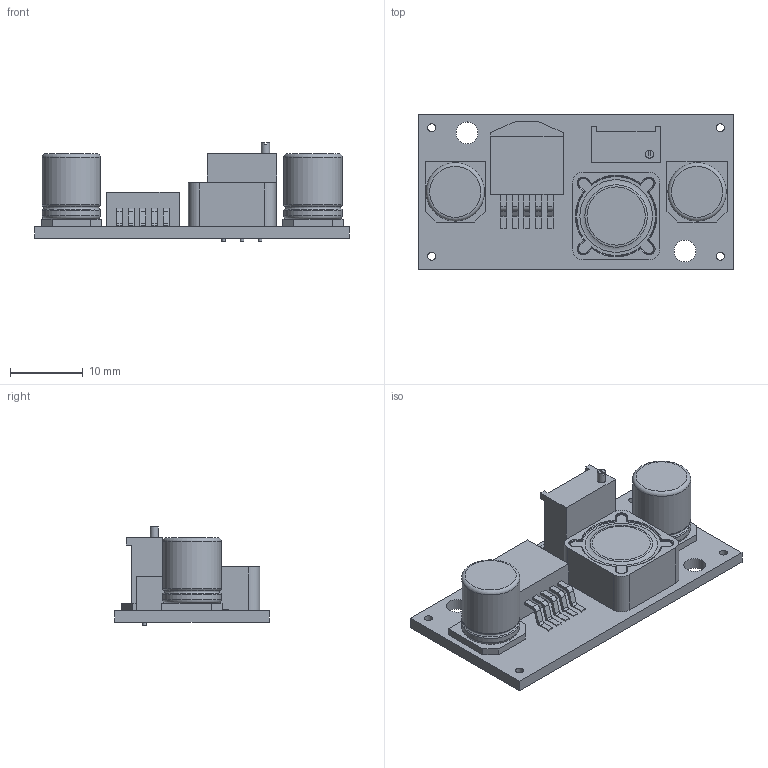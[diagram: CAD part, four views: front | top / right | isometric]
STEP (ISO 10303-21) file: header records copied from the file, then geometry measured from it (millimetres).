
FILE_DESCRIPTION(/* description */ (''),/* implementation_level */ '2;1');
FILE_NAME(/* name */ 'LM2596DCDC v5.step',/* time_stamp */ '2023-07-31T21:30:10+03:00',/* author */ (''),/* organization */ (''),/* preprocessor_version */ 'ST-DEVELOPER v20',/* originating_system */ 'Autodesk Translation Framework v12.9.0.99',/* authorisation */ '');
FILE_SCHEMA (('AUTOMOTIVE_DESIGN { 1 0 10303 214 3 1 1 }'));
Length unit declared in the file: millimetre
Products named in the file (6): LM2596DCDC; Lm2596; capacitor; LM2596B; Rez3296X; Choke
Assembly tree (6 placements, depth 2):
  LM2596DCDC
    Lm2596
    capacitor  x2
    LM2596B
    Rez3296X
    Choke
Bounding box: 43.2 x 21.2 x 13.5 mm (x, y, z)
Volume: 4099.4 mm3; surface area: 4425 mm2
Topology: 18 solids, 18 shells, 212 faces, 497 edges, 323 vertices
Faces by surface type: plane 130, cylinder 54, torus 28
Full cylindrical faces by diameter (mm): 0.5 x3, 1.1 x4, 1.125 x1, 3 x2, 8 x4
Entity records: 6015 total; most frequent: CARTESIAN_POINT 1179, DIRECTION 994, ORIENTED_EDGE 924, EDGE_CURVE 462, AXIS2_PLACEMENT_3D 340, LINE 314, VECTOR 314, VERTEX_POINT 301
